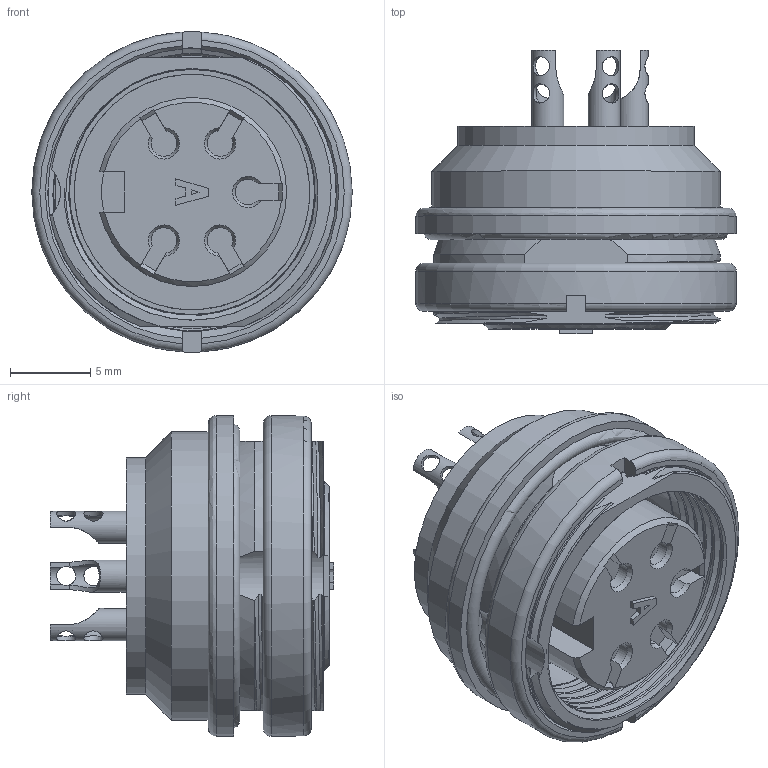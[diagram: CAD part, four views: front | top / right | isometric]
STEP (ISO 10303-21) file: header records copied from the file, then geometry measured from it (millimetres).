
FILE_DESCRIPTION(/* description */ (''),/* implementation_level */ '2;1');
FILE_NAME(/* name */ 'c091 31g005 100 2nxc001-01.stp',/* time_stamp */ '2019-07-08T14:23:49+02:00',/* author */ (''),/* organization */ (''),/* preprocessor_version */ 'ST-DEVELOPER v16.7',/* originating_system */ 'SIEMENS PLM Software NX 12.0',/* authorisation */ '');
FILE_SCHEMA (('AUTOMOTIVE_DESIGN { 1 0 10303 214 3 1 1 1 }'));
Length unit declared in the file: millimetre
Products named in the file (1): c091 31g005 100 2nxc001-01
Bounding box: 20 x 17.7 x 20 mm (x, y, z)
Volume: 2444.6 mm3; surface area: 3064.9 mm2
Topology: 1 solids, 2 shells, 343 faces, 1028 edges, 682 vertices
Faces by surface type: plane 171, cylinder 112, bspline 41, cone 14, torus 5
Full cylindrical faces by diameter (mm): 1 x5, 1.2 x10, 1.5 x5, 2 x5, 13.1 x1, 14.7 x1, 14.8 x1, 15.3 x1, 18 x1, 18.3 x1, 18.9 x1, 20 x2
Entity records: 20907 total; most frequent: CARTESIAN_POINT 11441, ORIENTED_EDGE 1924, DIRECTION 1372, EDGE_CURVE 962, VERTEX_POINT 666, LINE 470, VECTOR 470, AXIS2_PLACEMENT_3D 451
